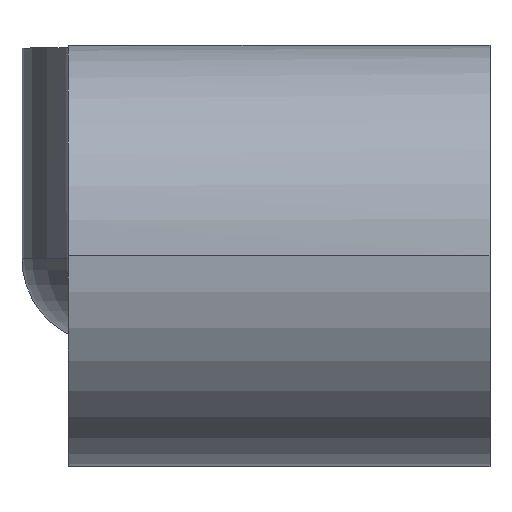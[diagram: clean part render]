
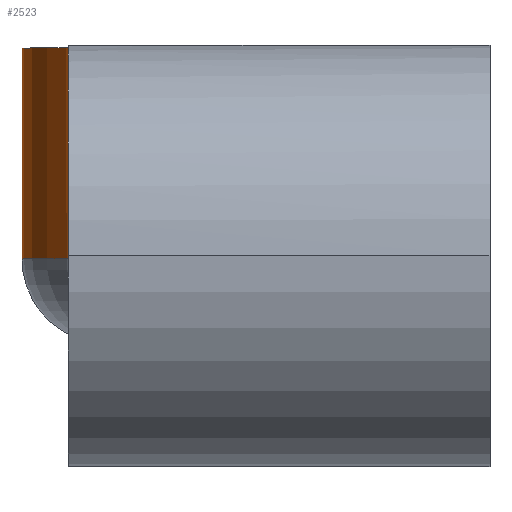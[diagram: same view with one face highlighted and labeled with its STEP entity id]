
A CAD part, top view. The second image highlights one B-rep face of the part: STEP entity #2523.
In plain terms, the highlighted cylindrical face has radius 5.1 mm (diameter 10.2 mm), a partial arc.
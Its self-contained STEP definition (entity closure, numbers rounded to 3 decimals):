
#94 = CARTESIAN_POINT ( 'NONE',  ( 0., 5., -40. ) ) ;
#215 = VERTEX_POINT ( 'NONE', #2913 ) ;
#314 = EDGE_LOOP ( 'NONE', ( #413, #1781, #3543, #1160, #1445, #2093 ) ) ;
#413 = ORIENTED_EDGE ( 'NONE', *, *, #1096, .T. ) ;
#460 = CARTESIAN_POINT ( 'NONE',  ( 2., 5., -35.309 ) ) ;
#461 = EDGE_CURVE ( 'NONE', #1821, #3278, #3289, .T. ) ;
#467 = VERTEX_POINT ( 'NONE', #1687 ) ;
#500 = CARTESIAN_POINT ( 'NONE',  ( -2., 0.412, -35.309 ) ) ;
#608 = LINE ( 'NONE', #1430, #3318 ) ;
#817 = EDGE_CURVE ( 'NONE', #1821, #215, #897, .T. ) ;
#897 = LINE ( 'NONE', #3093, #1850 ) ;
#971 = AXIS2_PLACEMENT_3D ( 'NONE', #94, #1995, #2257 ) ;
#1000 = EDGE_CURVE ( 'NONE', #467, #1210, #2206, .T. ) ;
#1020 = B_SPLINE_CURVE_WITH_KNOTS ( 'NONE', 3,
 ( #2437, #1340, #1894, #1324 ),
 .UNSPECIFIED., .F., .F.,
 ( 4, 4 ),
 ( 0., 0. ),
 .UNSPECIFIED. ) ;
#1078 = CARTESIAN_POINT ( 'NONE',  ( -1.997, 0.137, -35.307 ) ) ;
#1096 = EDGE_CURVE ( 'NONE', #215, #467, #1020, .T. ) ;
#1160 = ORIENTED_EDGE ( 'NONE', *, *, #3269, .F. ) ;
#1210 = VERTEX_POINT ( 'NONE', #2245 ) ;
#1316 = DIRECTION ( 'NONE',  ( 0., 1., 0. ) ) ;
#1324 = CARTESIAN_POINT ( 'NONE',  ( 1.99, 0., -35.304 ) ) ;
#1340 = CARTESIAN_POINT ( 'NONE',  ( 2., 0.274, -35.309 ) ) ;
#1430 = CARTESIAN_POINT ( 'NONE',  ( -2., 11.759, -35.309 ) ) ;
#1445 = ORIENTED_EDGE ( 'NONE', *, *, #461, .F. ) ;
#1687 = CARTESIAN_POINT ( 'NONE',  ( 1.99, 0., -35.304 ) ) ;
#1737 = B_SPLINE_CURVE_WITH_KNOTS ( 'NONE', 3,
 ( #2756, #1078, #1905, #500 ),
 .UNSPECIFIED., .F., .F.,
 ( 4, 4 ),
 ( 0.002, 0.002 ),
 .UNSPECIFIED. ) ;
#1781 = ORIENTED_EDGE ( 'NONE', *, *, #1000, .T. ) ;
#1821 = VERTEX_POINT ( 'NONE', #460 ) ;
#1850 = VECTOR ( 'NONE', #2305, 1000. ) ;
#1870 = FACE_OUTER_BOUND ( 'NONE', #314, .T. ) ;
#1894 = CARTESIAN_POINT ( 'NONE',  ( 1.997, 0.137, -35.307 ) ) ;
#1903 = CARTESIAN_POINT ( 'NONE',  ( 0., 11.759, -40. ) ) ;
#1905 = CARTESIAN_POINT ( 'NONE',  ( -2., 0.274, -35.309 ) ) ;
#1995 = DIRECTION ( 'NONE',  ( 0., 1., 0. ) ) ;
#2093 = ORIENTED_EDGE ( 'NONE', *, *, #817, .T. ) ;
#2189 = CARTESIAN_POINT ( 'NONE',  ( 0., 0., -40. ) ) ;
#2206 = CIRCLE ( 'NONE', #2319, 5.1 ) ;
#2240 = AXIS2_PLACEMENT_3D ( 'NONE', #1903, #1316, #3258 ) ;
#2245 = CARTESIAN_POINT ( 'NONE',  ( -1.99, 0., -35.304 ) ) ;
#2257 = DIRECTION ( 'NONE',  ( 0., 0., 1. ) ) ;
#2305 = DIRECTION ( 'NONE',  ( 0., -1., 0. ) ) ;
#2319 = AXIS2_PLACEMENT_3D ( 'NONE', #2189, #3015, #3517 ) ;
#2386 = EDGE_CURVE ( 'NONE', #1210, #3392, #1737, .T. ) ;
#2437 = CARTESIAN_POINT ( 'NONE',  ( 2., 0.412, -35.309 ) ) ;
#2523 = ADVANCED_FACE ( 'NONE', ( #1870 ), #2755, .T. ) ;
#2542 = CARTESIAN_POINT ( 'NONE',  ( -2., 5., -35.309 ) ) ;
#2755 = CYLINDRICAL_SURFACE ( 'NONE', #2240, 5.1 ) ;
#2756 = CARTESIAN_POINT ( 'NONE',  ( -1.99, 0., -35.304 ) ) ;
#2913 = CARTESIAN_POINT ( 'NONE',  ( 2., 0.412, -35.309 ) ) ;
#3015 = DIRECTION ( 'NONE',  ( 0., 1., 0. ) ) ;
#3064 = CARTESIAN_POINT ( 'NONE',  ( -2., 0.412, -35.309 ) ) ;
#3093 = CARTESIAN_POINT ( 'NONE',  ( 2., 11.759, -35.309 ) ) ;
#3258 = DIRECTION ( 'NONE',  ( 0., 0., 1. ) ) ;
#3269 = EDGE_CURVE ( 'NONE', #3278, #3392, #608, .T. ) ;
#3278 = VERTEX_POINT ( 'NONE', #2542 ) ;
#3289 = CIRCLE ( 'NONE', #971, 5.1 ) ;
#3318 = VECTOR ( 'NONE', #3377, 1000. ) ;
#3377 = DIRECTION ( 'NONE',  ( 0., -1., 0. ) ) ;
#3392 = VERTEX_POINT ( 'NONE', #3064 ) ;
#3517 = DIRECTION ( 'NONE',  ( 0., 0., 1. ) ) ;
#3543 = ORIENTED_EDGE ( 'NONE', *, *, #2386, .T. ) ;
